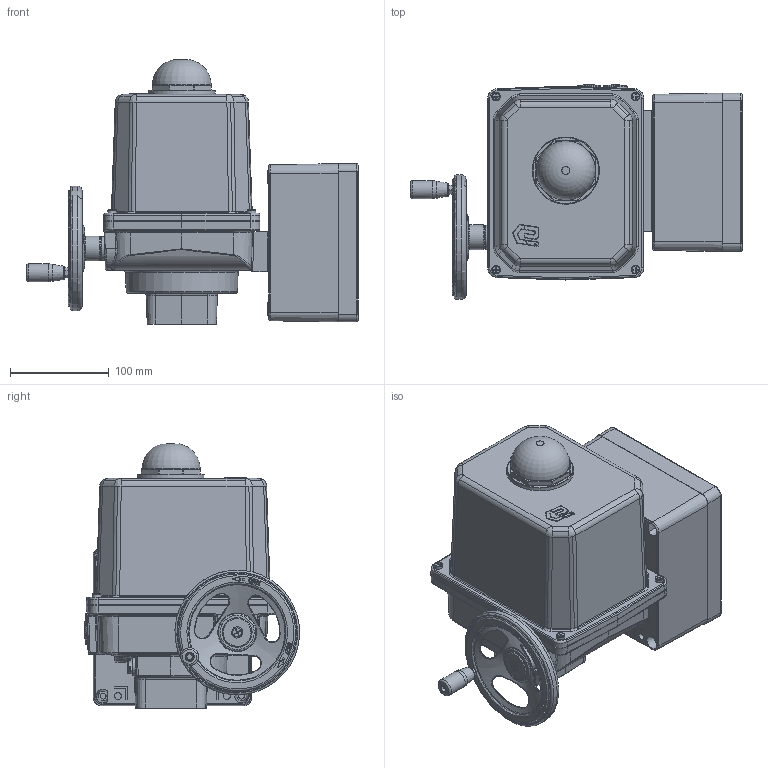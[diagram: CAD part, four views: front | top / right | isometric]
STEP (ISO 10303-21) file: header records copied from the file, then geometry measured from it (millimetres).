
FILE_DESCRIPTION(('HOOPS Exchange Step'),'2;1');
FILE_NAME('AN0301_103.stp','2025-04-25T13:36:01+02:00',('nieru'),('Unknown organisation'),'HOOPS Exchange 2024.2','HOOPS Exchange','Unknown authorisation');
FILE_SCHEMA( ('AP203_CONFIGURATION_CONTROLLED_3D_DESIGN_OF_MECHANICAL_PARTS_AND_ASSEMBLIES_MIM_LF') );
Length unit declared in the file: millimetre
Products named in the file (5): 0; root
Assembly tree (4 placements, depth 3):
  root
    0
      0
      0
      0
Bounding box: 335.54 x 217.22 x 267.7 mm (x, y, z)
Volume: 6813421.2 mm3; surface area: 568976.6 mm2
Topology: 33 solids, 33 shells, 2232 faces, 5540 edges, 3362 vertices
Faces by surface type: cylinder 873, plane 510, bspline 380, torus 333, cone 82, sphere 54
Full cylindrical faces by diameter (mm): 3.1 x1, 3.219 x1, 4.134 x8, 4.917 x4, 5 x4, 6 x6, 6.647 x4, 7 x4, 7.5 x1, 8 x5, 8.5 x4, 9 x1, 9.5 x1, 10 x6, 10.5 x1, 11 x4, 11.3 x1, 16 x1, 17.8 x2, 18 x5, 20 x2, 24 x3, 25 x1, 30 x1, 34 x1, 34.2 x1, 35 x1, 35.7 x1, 38 x1, 39 x1
Entity records: 174084 total; most frequent: CARTESIAN_POINT 125247, ORIENTED_EDGE 10864, DIRECTION 8815, EDGE_CURVE 5432, AXIS2_PLACEMENT_3D 3445, VERTEX_POINT 3362, EDGE_LOOP 2376, FACE_BOUND 2376
